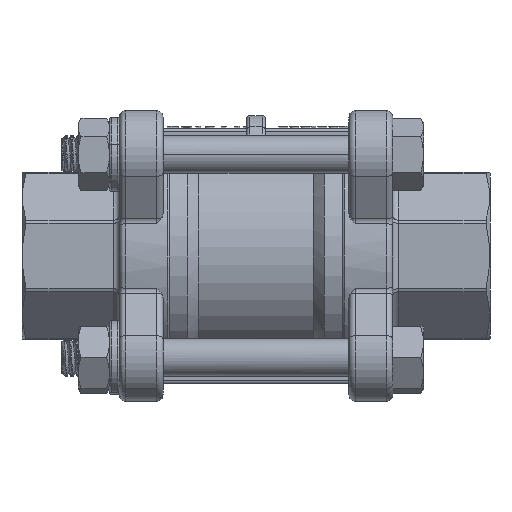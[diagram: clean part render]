
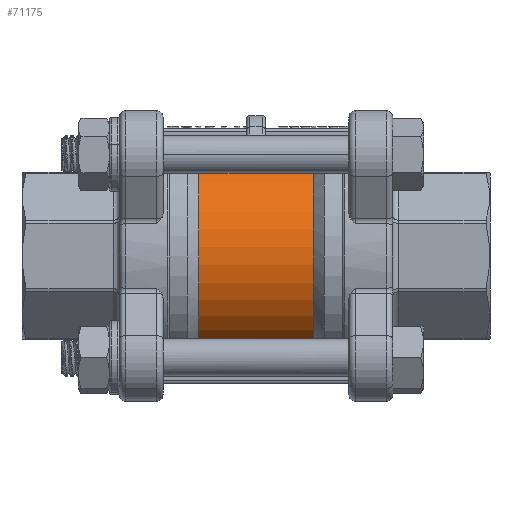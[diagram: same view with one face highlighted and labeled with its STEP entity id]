
A CAD part, front view. The second image highlights one B-rep face of the part: STEP entity #71175.
In plain terms, the highlighted cylindrical face has radius 17 mm (diameter 34 mm), a partial arc.
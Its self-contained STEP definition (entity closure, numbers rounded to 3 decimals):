
#15349 = CARTESIAN_POINT ( 'NONE',  ( -9.15, -7.462, 15.275 ) ) ;
#15350 = DIRECTION ( 'NONE',  ( 0., 0., 1. ) ) ;
#15351 = DIRECTION ( 'NONE',  ( -1., 0., 0. ) ) ;
#15352 = AXIS2_PLACEMENT_3D ( 'NONE', #15361, #15351, #15350 ) ;
#15353 = CIRCLE ( 'NONE', #15352, 17. ) ;
#15358 = CARTESIAN_POINT ( 'NONE',  ( -9.15, -7.462, -15.275 ) ) ;
#15361 = CARTESIAN_POINT ( 'NONE',  ( -9.15, 0., 0. ) ) ;
#15505 = DIRECTION ( 'NONE',  ( 0., 0., 1. ) ) ;
#15506 = DIRECTION ( 'NONE',  ( -1., 0., 0. ) ) ;
#15507 = CARTESIAN_POINT ( 'NONE',  ( 9.15, 0., 0. ) ) ;
#15508 = AXIS2_PLACEMENT_3D ( 'NONE', #15507, #15506, #15505 ) ;
#15513 = CIRCLE ( 'NONE', #15508, 17. ) ;
#15517 = CARTESIAN_POINT ( 'NONE',  ( 9.15, -7.462, 15.275 ) ) ;
#15555 = CARTESIAN_POINT ( 'NONE',  ( 9.15, -7.462, -15.275 ) ) ;
#70951 = ORIENTED_EDGE ( 'NONE', *, *, #71389, .T. ) ;
#71175 = ADVANCED_FACE ( 'NONE', ( #103728 ), #103719, .T. ) ;
#71176 = EDGE_LOOP ( 'NONE', ( #70951, #71390, #71391, #71315 ) ) ;
#71312 = EDGE_CURVE ( 'NONE', #92110, #92247, #103824, .T. ) ;
#71315 = ORIENTED_EDGE ( 'NONE', *, *, #92109, .F. ) ;
#71389 = EDGE_CURVE ( 'NONE', #92103, #92251, #103855, .T. ) ;
#71390 = ORIENTED_EDGE ( 'NONE', *, *, #92250, .T. ) ;
#71391 = ORIENTED_EDGE ( 'NONE', *, *, #71312, .F. ) ;
#92103 = VERTEX_POINT ( 'NONE', #15358 ) ;
#92109 = EDGE_CURVE ( 'NONE', #92103, #92110, #15353, .T. ) ;
#92110 = VERTEX_POINT ( 'NONE', #15349 ) ;
#92247 = VERTEX_POINT ( 'NONE', #15517 ) ;
#92250 = EDGE_CURVE ( 'NONE', #92251, #92247, #15513, .T. ) ;
#92251 = VERTEX_POINT ( 'NONE', #15555 ) ;
#103711 = DIRECTION ( 'NONE',  ( 0., 0., 1. ) ) ;
#103712 = DIRECTION ( 'NONE',  ( -1., 0., 0. ) ) ;
#103713 = CARTESIAN_POINT ( 'NONE',  ( -43.034, 0., 0. ) ) ;
#103715 = AXIS2_PLACEMENT_3D ( 'NONE', #103713, #103712, #103711 ) ;
#103719 = CYLINDRICAL_SURFACE ( 'NONE', #103715, 17. ) ;
#103728 = FACE_OUTER_BOUND ( 'NONE', #71176, .T. ) ;
#103821 = DIRECTION ( 'NONE',  ( 1., 0., 0. ) ) ;
#103822 = VECTOR ( 'NONE', #103821, 1000. ) ;
#103823 = CARTESIAN_POINT ( 'NONE',  ( -43.034, -7.462, 15.275 ) ) ;
#103824 = LINE ( 'NONE', #103823, #103822 ) ;
#103852 = DIRECTION ( 'NONE',  ( 1., 0., 0. ) ) ;
#103853 = VECTOR ( 'NONE', #103852, 1000. ) ;
#103854 = CARTESIAN_POINT ( 'NONE',  ( -43.034, -7.462, -15.275 ) ) ;
#103855 = LINE ( 'NONE', #103854, #103853 ) ;
